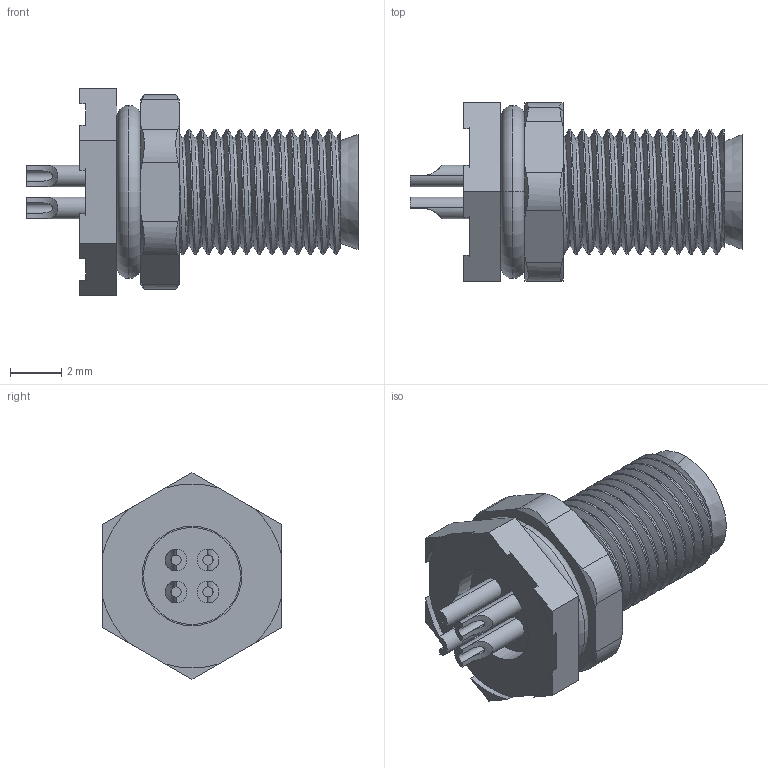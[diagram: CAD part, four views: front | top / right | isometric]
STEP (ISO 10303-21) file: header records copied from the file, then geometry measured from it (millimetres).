
FILE_DESCRIPTION (( 'STEP AP203' ), '1' );
FILE_NAME ('54-00098.STEP', '2025-03-24T23:21:13', ( '' ), ( '' ), 'SwSTEP 2.0', 'SolidWorks 2021', '' );
FILE_SCHEMA (( 'CONFIG_CONTROL_DESIGN' ));
Length unit declared in the file: millimetre
Products named in the file (7): 54-00098; M5Male_pin_M5Male_pin; M5M4P_short; M5Male_panel mount threads; M5_oring_large; M5nut
Assembly tree (9 placements, depth 3):
  54-00098
    M5Male_panel mount threads
    M5nut
    M5_oring_large
    M5M4P_short
      M5M4P_short
      M5Male_pin_M5Male_pin  x4
Bounding box: 13 x 7 x 8.08 mm (x, y, z)
Volume: 212 mm3; surface area: 968.9 mm2
Topology: 8 solids, 8 shells, 199 faces, 520 edges, 342 vertices
Faces by surface type: cylinder 111, plane 48, cone 18, bspline 10, sphere 8, torus 4
Entity records: 10256 total; most frequent: CARTESIAN_POINT 5682, ORIENTED_EDGE 848, DIRECTION 735, EDGE_CURVE 424, AXIS2_PLACEMENT_3D 288, VERTEX_POINT 279, EDGE_LOOP 185, FACE_OUTER_BOUND 163
